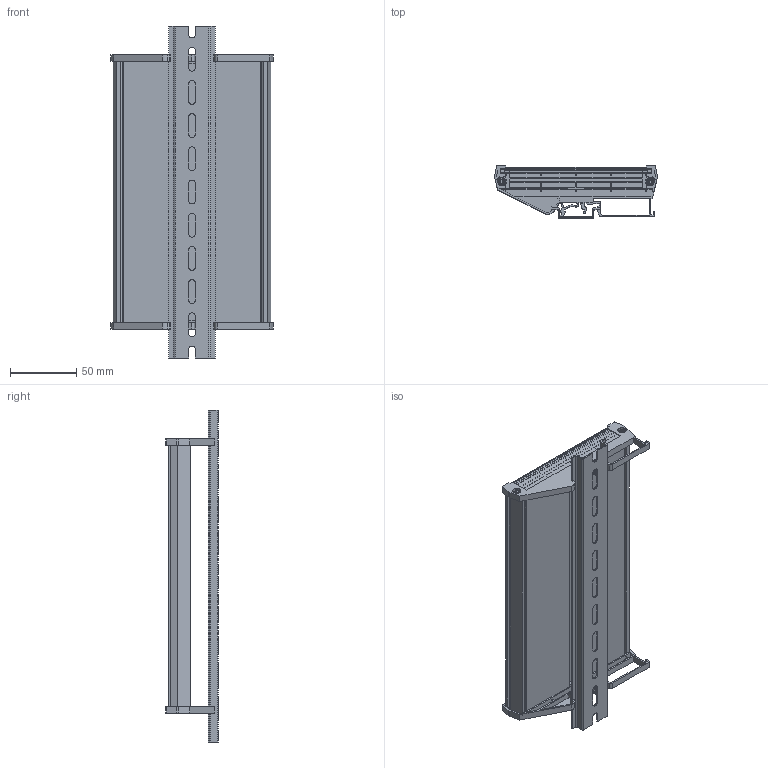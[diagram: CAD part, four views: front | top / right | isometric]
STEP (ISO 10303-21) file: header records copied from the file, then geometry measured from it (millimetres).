
FILE_DESCRIPTION (( 'STEP AP214' ), '1' );
FILE_NAME ('PHCR-PHRKLR-200.STEP', '2022-01-24T11:32:31', ( '' ), ( '' ), 'SwSTEP 2.0', 'SolidWorks 2017', '' );
FILE_SCHEMA (( 'AUTOMOTIVE_DESIGN' ));
Length unit declared in the file: millimetre
Products named in the file (16): PHCR-PHRKLR-200; PCB-108; Side Screw; Profile - 108; Rail-150_Rail Length - 200; PCB-108_PCB-200; PHFL; PHFR; Rail-150; Profile - 108_Profile-200
Assembly tree (9 placements, depth 2):
  PHCR-PHRKLR-200
    Profile - 108_Profile-200
    PHFL
    PHFR
    PCB-108_PCB-200
    Rail-150_Rail Length - 200
    Side Screw  x4
  PCB-108
  Side Screw
  Side Screw
  Side Screw
Bounding box: 122.3 x 39.3 x 250 mm (x, y, z)
Volume: 120972.4 mm3; surface area: 171376.8 mm2
Topology: 9 solids, 9 shells, 810 faces, 2250 edges, 1485 vertices
Faces by surface type: plane 587, cylinder 175, cone 20, bspline 16, torus 12
Entity records: 25248 total; most frequent: CARTESIAN_POINT 4381, ORIENTED_EDGE 4122, DIRECTION 3851, EDGE_CURVE 2061, VECTOR 1687, LINE 1687, VERTEX_POINT 1368, AXIS2_PLACEMENT_3D 1082
